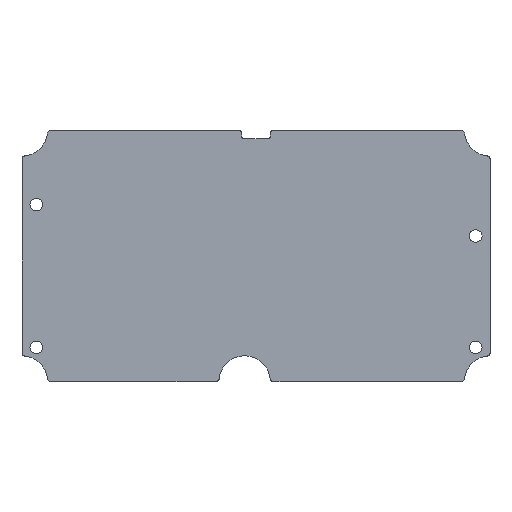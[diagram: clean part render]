
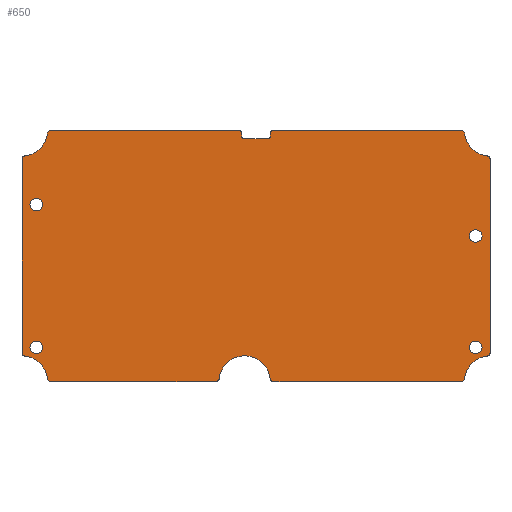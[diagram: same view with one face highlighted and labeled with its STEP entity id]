
A CAD part, top view. The second image highlights one B-rep face of the part: STEP entity #650.
In plain terms, the highlighted face is planar.
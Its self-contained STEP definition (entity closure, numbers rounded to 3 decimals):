
#27=FACE_BOUND('',#92,.T.);
#28=FACE_BOUND('',#93,.T.);
#29=FACE_BOUND('',#94,.T.);
#30=FACE_BOUND('',#95,.T.);
#38=PLANE('',#727);
#53=FACE_OUTER_BOUND('',#91,.T.);
#91=EDGE_LOOP('',(#496,#497,#498,#499,#500,#501,#502,#503,#504,#505,#506,
#507,#508,#509,#510,#511,#512,#513,#514,#515,#516,#517,#518,#519,#520,#521,
#522,#523));
#92=EDGE_LOOP('',(#524));
#93=EDGE_LOOP('',(#525));
#94=EDGE_LOOP('',(#526));
#95=EDGE_LOOP('',(#527));
#122=LINE('',#1021,#172);
#128=LINE('',#1034,#178);
#132=LINE('',#1043,#182);
#136=LINE('',#1052,#186);
#138=LINE('',#1057,#188);
#144=LINE('',#1070,#194);
#149=LINE('',#1124,#199);
#150=LINE('',#1128,#200);
#151=LINE('',#1132,#201);
#172=VECTOR('',#807,1000.);
#178=VECTOR('',#815,1000.);
#182=VECTOR('',#821,1000.);
#186=VECTOR('',#827,1000.);
#188=VECTOR('',#831,1000.);
#194=VECTOR('',#839,1000.);
#199=VECTOR('',#898,1000.);
#200=VECTOR('',#901,1000.);
#201=VECTOR('',#904,1000.);
#218=CIRCLE('',#690,1.1);
#220=CIRCLE('',#693,1.1);
#222=CIRCLE('',#696,1.1);
#224=CIRCLE('',#699,1.1);
#245=CIRCLE('',#728,4.5);
#246=CIRCLE('',#729,0.5);
#247=CIRCLE('',#730,0.5);
#248=CIRCLE('',#731,4.5);
#249=CIRCLE('',#732,0.5);
#250=CIRCLE('',#733,0.5);
#251=CIRCLE('',#734,0.5);
#252=CIRCLE('',#735,0.5);
#253=CIRCLE('',#736,0.5);
#254=CIRCLE('',#737,0.5);
#255=CIRCLE('',#738,4.5);
#256=CIRCLE('',#739,0.5);
#257=CIRCLE('',#740,0.5);
#258=CIRCLE('',#741,4.5);
#259=CIRCLE('',#742,0.5);
#260=CIRCLE('',#743,0.5);
#261=CIRCLE('',#744,4.5);
#262=CIRCLE('',#745,0.5);
#263=CIRCLE('',#746,0.5);
#264=VERTEX_POINT('',#995);
#266=VERTEX_POINT('',#1001);
#268=VERTEX_POINT('',#1007);
#270=VERTEX_POINT('',#1013);
#272=VERTEX_POINT('',#1019);
#273=VERTEX_POINT('',#1020);
#278=VERTEX_POINT('',#1031);
#279=VERTEX_POINT('',#1033);
#282=VERTEX_POINT('',#1040);
#283=VERTEX_POINT('',#1042);
#286=VERTEX_POINT('',#1049);
#287=VERTEX_POINT('',#1051);
#288=VERTEX_POINT('',#1055);
#289=VERTEX_POINT('',#1056);
#294=VERTEX_POINT('',#1067);
#295=VERTEX_POINT('',#1069);
#312=VERTEX_POINT('',#1112);
#313=VERTEX_POINT('',#1113);
#314=VERTEX_POINT('',#1116);
#315=VERTEX_POINT('',#1118);
#316=VERTEX_POINT('',#1121);
#317=VERTEX_POINT('',#1123);
#318=VERTEX_POINT('',#1125);
#319=VERTEX_POINT('',#1127);
#320=VERTEX_POINT('',#1129);
#321=VERTEX_POINT('',#1131);
#322=VERTEX_POINT('',#1134);
#323=VERTEX_POINT('',#1136);
#324=VERTEX_POINT('',#1139);
#325=VERTEX_POINT('',#1141);
#326=VERTEX_POINT('',#1144);
#327=VERTEX_POINT('',#1146);
#328=EDGE_CURVE('',#264,#264,#218,.T.);
#331=EDGE_CURVE('',#266,#266,#220,.T.);
#334=EDGE_CURVE('',#268,#268,#222,.T.);
#337=EDGE_CURVE('',#270,#270,#224,.T.);
#340=EDGE_CURVE('',#272,#273,#122,.T.);
#346=EDGE_CURVE('',#278,#279,#128,.T.);
#350=EDGE_CURVE('',#282,#283,#132,.T.);
#354=EDGE_CURVE('',#286,#287,#136,.T.);
#356=EDGE_CURVE('',#288,#289,#138,.T.);
#362=EDGE_CURVE('',#294,#295,#144,.T.);
#386=EDGE_CURVE('',#312,#313,#245,.T.);
#387=EDGE_CURVE('',#313,#289,#246,.T.);
#388=EDGE_CURVE('',#288,#314,#247,.T.);
#389=EDGE_CURVE('',#314,#315,#248,.T.);
#390=EDGE_CURVE('',#315,#287,#249,.T.);
#391=EDGE_CURVE('',#286,#316,#250,.T.);
#392=EDGE_CURVE('',#317,#316,#149,.T.);
#393=EDGE_CURVE('',#317,#318,#251,.T.);
#394=EDGE_CURVE('',#318,#319,#150,.T.);
#395=EDGE_CURVE('',#319,#320,#252,.T.);
#396=EDGE_CURVE('',#321,#320,#151,.T.);
#397=EDGE_CURVE('',#321,#273,#253,.T.);
#398=EDGE_CURVE('',#272,#322,#254,.T.);
#399=EDGE_CURVE('',#322,#323,#255,.T.);
#400=EDGE_CURVE('',#323,#283,#256,.T.);
#401=EDGE_CURVE('',#282,#324,#257,.T.);
#402=EDGE_CURVE('',#324,#325,#258,.T.);
#403=EDGE_CURVE('',#325,#295,#259,.T.);
#404=EDGE_CURVE('',#294,#326,#260,.T.);
#405=EDGE_CURVE('',#326,#327,#261,.T.);
#406=EDGE_CURVE('',#327,#279,#262,.T.);
#407=EDGE_CURVE('',#278,#312,#263,.T.);
#496=ORIENTED_EDGE('',*,*,#386,.T.);
#497=ORIENTED_EDGE('',*,*,#387,.T.);
#498=ORIENTED_EDGE('',*,*,#356,.F.);
#499=ORIENTED_EDGE('',*,*,#388,.T.);
#500=ORIENTED_EDGE('',*,*,#389,.T.);
#501=ORIENTED_EDGE('',*,*,#390,.T.);
#502=ORIENTED_EDGE('',*,*,#354,.F.);
#503=ORIENTED_EDGE('',*,*,#391,.T.);
#504=ORIENTED_EDGE('',*,*,#392,.F.);
#505=ORIENTED_EDGE('',*,*,#393,.T.);
#506=ORIENTED_EDGE('',*,*,#394,.T.);
#507=ORIENTED_EDGE('',*,*,#395,.T.);
#508=ORIENTED_EDGE('',*,*,#396,.F.);
#509=ORIENTED_EDGE('',*,*,#397,.T.);
#510=ORIENTED_EDGE('',*,*,#340,.F.);
#511=ORIENTED_EDGE('',*,*,#398,.T.);
#512=ORIENTED_EDGE('',*,*,#399,.T.);
#513=ORIENTED_EDGE('',*,*,#400,.T.);
#514=ORIENTED_EDGE('',*,*,#350,.F.);
#515=ORIENTED_EDGE('',*,*,#401,.T.);
#516=ORIENTED_EDGE('',*,*,#402,.T.);
#517=ORIENTED_EDGE('',*,*,#403,.T.);
#518=ORIENTED_EDGE('',*,*,#362,.F.);
#519=ORIENTED_EDGE('',*,*,#404,.T.);
#520=ORIENTED_EDGE('',*,*,#405,.T.);
#521=ORIENTED_EDGE('',*,*,#406,.T.);
#522=ORIENTED_EDGE('',*,*,#346,.F.);
#523=ORIENTED_EDGE('',*,*,#407,.T.);
#524=ORIENTED_EDGE('',*,*,#328,.T.);
#525=ORIENTED_EDGE('',*,*,#331,.T.);
#526=ORIENTED_EDGE('',*,*,#334,.T.);
#527=ORIENTED_EDGE('',*,*,#337,.T.);
#650=ADVANCED_FACE('',(#53,#27,#28,#29,#30),#38,.F.);
#690=AXIS2_PLACEMENT_3D('',#996,#779,#780);
#693=AXIS2_PLACEMENT_3D('',#1002,#786,#787);
#696=AXIS2_PLACEMENT_3D('',#1008,#793,#794);
#699=AXIS2_PLACEMENT_3D('',#1014,#800,#801);
#727=AXIS2_PLACEMENT_3D('',#1111,#884,#885);
#728=AXIS2_PLACEMENT_3D('',#1114,#886,#887);
#729=AXIS2_PLACEMENT_3D('',#1115,#888,#889);
#730=AXIS2_PLACEMENT_3D('',#1117,#890,#891);
#731=AXIS2_PLACEMENT_3D('',#1119,#892,#893);
#732=AXIS2_PLACEMENT_3D('',#1120,#894,#895);
#733=AXIS2_PLACEMENT_3D('',#1122,#896,#897);
#734=AXIS2_PLACEMENT_3D('',#1126,#899,#900);
#735=AXIS2_PLACEMENT_3D('',#1130,#902,#903);
#736=AXIS2_PLACEMENT_3D('',#1133,#905,#906);
#737=AXIS2_PLACEMENT_3D('',#1135,#907,#908);
#738=AXIS2_PLACEMENT_3D('',#1137,#909,#910);
#739=AXIS2_PLACEMENT_3D('',#1138,#911,#912);
#740=AXIS2_PLACEMENT_3D('',#1140,#913,#914);
#741=AXIS2_PLACEMENT_3D('',#1142,#915,#916);
#742=AXIS2_PLACEMENT_3D('',#1143,#917,#918);
#743=AXIS2_PLACEMENT_3D('',#1145,#919,#920);
#744=AXIS2_PLACEMENT_3D('',#1147,#921,#922);
#745=AXIS2_PLACEMENT_3D('',#1148,#923,#924);
#746=AXIS2_PLACEMENT_3D('',#1149,#925,#926);
#779=DIRECTION('center_axis',(0.,0.,1.));
#780=DIRECTION('ref_axis',(1.,0.,0.));
#786=DIRECTION('center_axis',(0.,0.,1.));
#787=DIRECTION('ref_axis',(-1.,0.,0.));
#793=DIRECTION('center_axis',(0.,0.,1.));
#794=DIRECTION('ref_axis',(1.,0.,0.));
#800=DIRECTION('center_axis',(0.,0.,1.));
#801=DIRECTION('ref_axis',(-1.,0.,0.));
#807=DIRECTION('',(1.,0.,0.));
#815=DIRECTION('',(-1.,0.,0.));
#821=DIRECTION('',(0.,-1.,0.));
#827=DIRECTION('',(1.,0.,0.));
#831=DIRECTION('',(0.,1.,0.));
#839=DIRECTION('',(-1.,0.,0.));
#884=DIRECTION('center_axis',(0.,0.,1.));
#885=DIRECTION('ref_axis',(1.,0.,0.));
#886=DIRECTION('center_axis',(0.,0.,1.));
#887=DIRECTION('ref_axis',(1.,0.,0.));
#888=DIRECTION('center_axis',(0.,0.,-1.));
#889=DIRECTION('ref_axis',(1.,0.,0.));
#890=DIRECTION('center_axis',(0.,0.,-1.));
#891=DIRECTION('ref_axis',(1.,0.,0.));
#892=DIRECTION('center_axis',(0.,0.,1.));
#893=DIRECTION('ref_axis',(1.,0.,0.));
#894=DIRECTION('center_axis',(0.,0.,-1.));
#895=DIRECTION('ref_axis',(1.,0.,0.));
#896=DIRECTION('center_axis',(0.,0.,-1.));
#897=DIRECTION('ref_axis',(1.,0.,0.));
#898=DIRECTION('',(0.,-1.,0.));
#899=DIRECTION('center_axis',(0.,0.,1.));
#900=DIRECTION('ref_axis',(1.,0.,0.));
#901=DIRECTION('',(-1.,0.,0.));
#902=DIRECTION('center_axis',(0.,0.,1.));
#903=DIRECTION('ref_axis',(1.,0.,0.));
#904=DIRECTION('',(0.,1.,0.));
#905=DIRECTION('center_axis',(0.,0.,-1.));
#906=DIRECTION('ref_axis',(1.,0.,0.));
#907=DIRECTION('center_axis',(0.,0.,-1.));
#908=DIRECTION('ref_axis',(1.,0.,0.));
#909=DIRECTION('center_axis',(0.,0.,1.));
#910=DIRECTION('ref_axis',(1.,0.,0.));
#911=DIRECTION('center_axis',(0.,0.,-1.));
#912=DIRECTION('ref_axis',(1.,0.,0.));
#913=DIRECTION('center_axis',(0.,0.,-1.));
#914=DIRECTION('ref_axis',(1.,0.,0.));
#915=DIRECTION('center_axis',(0.,0.,1.));
#916=DIRECTION('ref_axis',(1.,0.,0.));
#917=DIRECTION('center_axis',(0.,0.,-1.));
#918=DIRECTION('ref_axis',(1.,0.,0.));
#919=DIRECTION('center_axis',(0.,0.,-1.));
#920=DIRECTION('ref_axis',(1.,0.,0.));
#921=DIRECTION('center_axis',(0.,0.,1.));
#922=DIRECTION('ref_axis',(1.,0.,0.));
#923=DIRECTION('center_axis',(0.,0.,-1.));
#924=DIRECTION('ref_axis',(1.,0.,0.));
#925=DIRECTION('center_axis',(0.,0.,-1.));
#926=DIRECTION('ref_axis',(1.,0.,0.));
#995=CARTESIAN_POINT('',(-39.6,-9.,0.));
#996=CARTESIAN_POINT('Origin',(-38.5,-9.,0.));
#1001=CARTESIAN_POINT('',(37.4,-3.5,0.));
#1002=CARTESIAN_POINT('Origin',(38.5,-3.5,0.));
#1007=CARTESIAN_POINT('',(37.4,16.,0.));
#1008=CARTESIAN_POINT('Origin',(38.5,16.,0.));
#1013=CARTESIAN_POINT('',(-39.6,16.,0.));
#1014=CARTESIAN_POINT('Origin',(-38.5,16.,0.));
#1019=CARTESIAN_POINT('',(-36.025,-22.,0.));
#1020=CARTESIAN_POINT('',(-3.,-22.,0.));
#1021=CARTESIAN_POINT('',(-40.,-22.,0.));
#1031=CARTESIAN_POINT('',(36.025,22.,0.));
#1033=CARTESIAN_POINT('',(2.975,22.,0.));
#1034=CARTESIAN_POINT('',(-40.,22.,0.));
#1040=CARTESIAN_POINT('',(-41.,17.025,0.));
#1042=CARTESIAN_POINT('',(-41.,-17.025,0.));
#1043=CARTESIAN_POINT('',(-41.,20.,0.));
#1049=CARTESIAN_POINT('',(3.,-22.,0.));
#1051=CARTESIAN_POINT('',(36.025,-22.,0.));
#1052=CARTESIAN_POINT('',(-40.,-22.,0.));
#1055=CARTESIAN_POINT('',(41.,-17.025,0.));
#1056=CARTESIAN_POINT('',(41.,17.025,0.));
#1057=CARTESIAN_POINT('',(41.,20.,0.));
#1067=CARTESIAN_POINT('',(-6.975,22.,0.));
#1069=CARTESIAN_POINT('',(-36.025,22.,0.));
#1070=CARTESIAN_POINT('',(-40.,22.,0.));
#1111=CARTESIAN_POINT('Origin',(0.,0.,0.));
#1112=CARTESIAN_POINT('',(36.523,21.55,0.));
#1113=CARTESIAN_POINT('',(40.55,17.523,0.));
#1114=CARTESIAN_POINT('Origin',(41.,22.,0.));
#1115=CARTESIAN_POINT('Origin',(40.5,17.025,0.));
#1116=CARTESIAN_POINT('',(40.55,-17.523,0.));
#1117=CARTESIAN_POINT('Origin',(40.5,-17.025,0.));
#1118=CARTESIAN_POINT('',(36.523,-21.55,0.));
#1119=CARTESIAN_POINT('Origin',(41.,-22.,0.));
#1120=CARTESIAN_POINT('Origin',(36.025,-21.5,0.));
#1121=CARTESIAN_POINT('',(2.5,-21.5,0.));
#1122=CARTESIAN_POINT('Origin',(3.,-21.5,0.));
#1123=CARTESIAN_POINT('',(2.5,-21.,0.));
#1124=CARTESIAN_POINT('',(2.5,-20.,0.));
#1125=CARTESIAN_POINT('',(2.,-20.5,0.));
#1126=CARTESIAN_POINT('Origin',(2.,-21.,0.));
#1127=CARTESIAN_POINT('',(-2.,-20.5,0.));
#1128=CARTESIAN_POINT('',(3.944,-20.5,0.));
#1129=CARTESIAN_POINT('',(-2.5,-21.,0.));
#1130=CARTESIAN_POINT('Origin',(-2.,-21.,0.));
#1131=CARTESIAN_POINT('',(-2.5,-21.5,0.));
#1132=CARTESIAN_POINT('',(-2.5,-20.,0.));
#1133=CARTESIAN_POINT('Origin',(-3.,-21.5,0.));
#1134=CARTESIAN_POINT('',(-36.523,-21.55,0.));
#1135=CARTESIAN_POINT('Origin',(-36.025,-21.5,0.));
#1136=CARTESIAN_POINT('',(-40.55,-17.523,0.));
#1137=CARTESIAN_POINT('Origin',(-41.,-22.,0.));
#1138=CARTESIAN_POINT('Origin',(-40.5,-17.025,0.));
#1139=CARTESIAN_POINT('',(-40.55,17.523,0.));
#1140=CARTESIAN_POINT('Origin',(-40.5,17.025,0.));
#1141=CARTESIAN_POINT('',(-36.523,21.55,0.));
#1142=CARTESIAN_POINT('Origin',(-41.,22.,0.));
#1143=CARTESIAN_POINT('Origin',(-36.025,21.5,0.));
#1144=CARTESIAN_POINT('',(-6.477,21.55,0.));
#1145=CARTESIAN_POINT('Origin',(-6.975,21.5,0.));
#1146=CARTESIAN_POINT('',(2.477,21.55,0.));
#1147=CARTESIAN_POINT('Origin',(-2.,22.,0.));
#1148=CARTESIAN_POINT('Origin',(2.975,21.5,0.));
#1149=CARTESIAN_POINT('Origin',(36.025,21.5,0.));
